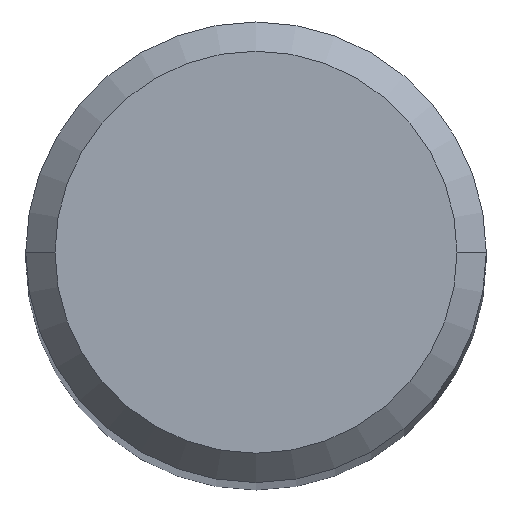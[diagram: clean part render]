
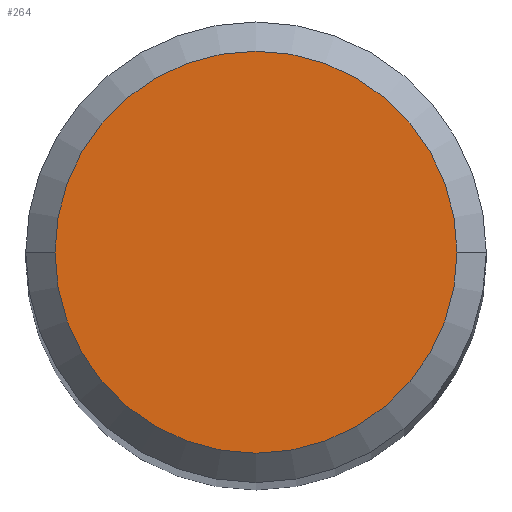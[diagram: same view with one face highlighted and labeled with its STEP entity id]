
A CAD part, top view. The second image highlights one B-rep face of the part: STEP entity #264.
In plain terms, the highlighted planar face has unit normal (0, 0, 1).
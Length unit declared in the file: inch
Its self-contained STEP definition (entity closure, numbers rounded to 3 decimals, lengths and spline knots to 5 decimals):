
#9 = CIRCLE ( 'NONE', #196, 0.10311 ) ;
#12 = CARTESIAN_POINT ( 'NONE',  ( 0.10311, 0., 2.24409 ) ) ;
#13 = FACE_OUTER_BOUND ( 'NONE', #43, .T. ) ;
#17 = EDGE_CURVE ( 'NONE', #192, #324, #9, .T. ) ;
#43 = EDGE_LOOP ( 'NONE', ( #174, #305 ) ) ;
#56 = DIRECTION ( 'NONE',  ( 1., 0., 0. ) ) ;
#103 = CARTESIAN_POINT ( 'NONE',  ( -0.10311, 0., 2.24409 ) ) ;
#134 = DIRECTION ( 'NONE',  ( 1., 0., 0. ) ) ;
#138 = DIRECTION ( 'NONE',  ( 0., 0., 1. ) ) ;
#141 = CARTESIAN_POINT ( 'NONE',  ( 0., 0., 2.24409 ) ) ;
#161 = AXIS2_PLACEMENT_3D ( 'NONE', #318, #189, #134 ) ;
#174 = ORIENTED_EDGE ( 'NONE', *, *, #289, .T. ) ;
#189 = DIRECTION ( 'NONE',  ( 0., 0., 1. ) ) ;
#192 = VERTEX_POINT ( 'NONE', #12 ) ;
#196 = AXIS2_PLACEMENT_3D ( 'NONE', #141, #138, #249 ) ;
#219 = CIRCLE ( 'NONE', #282, 0.10311 ) ;
#249 = DIRECTION ( 'NONE',  ( 1., 0., 0. ) ) ;
#264 = ADVANCED_FACE ( 'NONE', ( #13 ), #271, .T. ) ;
#268 = DIRECTION ( 'NONE',  ( 0., 0., 1. ) ) ;
#271 = PLANE ( 'NONE',  #161 ) ;
#282 = AXIS2_PLACEMENT_3D ( 'NONE', #297, #268, #56 ) ;
#289 = EDGE_CURVE ( 'NONE', #324, #192, #219, .T. ) ;
#297 = CARTESIAN_POINT ( 'NONE',  ( 0., 0., 2.24409 ) ) ;
#305 = ORIENTED_EDGE ( 'NONE', *, *, #17, .T. ) ;
#318 = CARTESIAN_POINT ( 'NONE',  ( 0., 0., 2.24409 ) ) ;
#324 = VERTEX_POINT ( 'NONE', #103 ) ;
